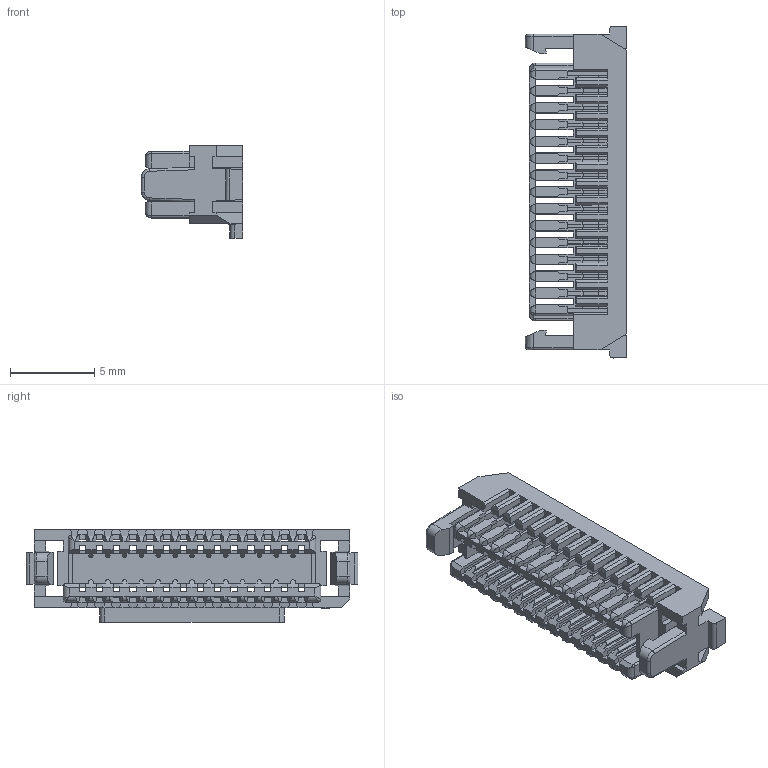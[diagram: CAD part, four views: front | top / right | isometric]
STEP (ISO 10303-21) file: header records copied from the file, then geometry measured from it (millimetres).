
FILE_DESCRIPTION (( 'STEP AP214' ), '1' );
FILE_NAME ('FHG10008-D28M2WHB.STEP', '2025-11-21T02:37:45', ( '' ), ( '' ), 'SwSTEP 2.0', 'SolidWorks 2021', '' );
FILE_SCHEMA (( 'AUTOMOTIVE_DESIGN' ));
Length unit declared in the file: millimetre
Products named in the file (1): FHG10008-D28M2WHB
Bounding box: 6 x 19.71 x 5.51 mm (x, y, z)
Volume: 201.6 mm3; surface area: 1114.8 mm2
Topology: 1 solids, 1 shells, 1331 faces, 3940 edges, 2524 vertices
Faces by surface type: plane 1241, cylinder 80, torus 6, bspline 4
Entity records: 44166 total; most frequent: CARTESIAN_POINT 8852, ORIENTED_EDGE 7880, DIRECTION 6552, EDGE_CURVE 3940, LINE 3768, VECTOR 3768, VERTEX_POINT 2524, AXIS2_PLACEMENT_3D 1392
